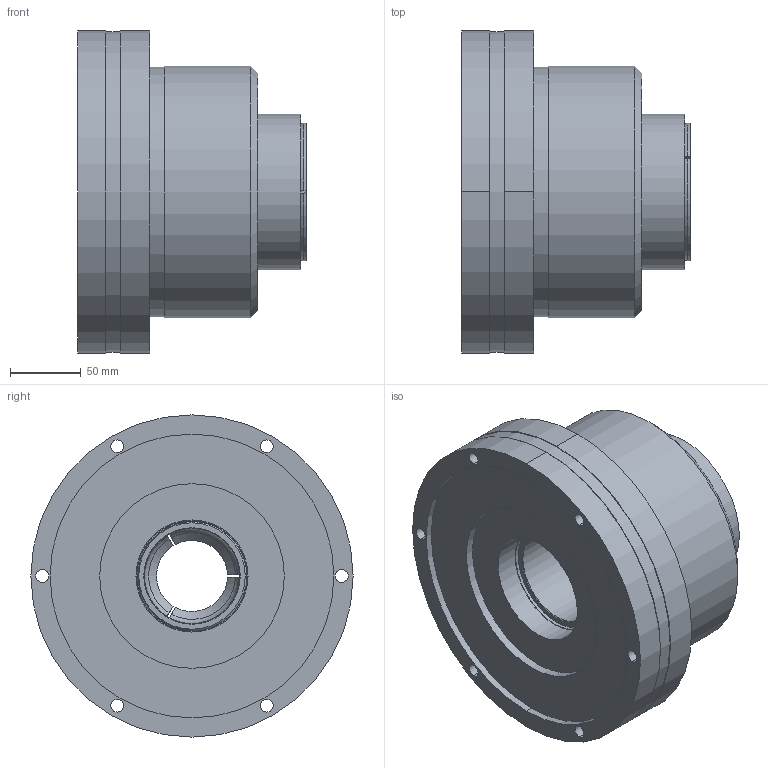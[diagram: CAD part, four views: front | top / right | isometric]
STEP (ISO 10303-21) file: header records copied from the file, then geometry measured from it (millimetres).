
FILE_DESCRIPTION (( 'STEP AP214' ), '1' );
FILE_NAME ('GAL-65+65C.STEP', '2025-02-05T09:10:58', ( '' ), ( '' ), 'SwSTEP 2.0', 'SolidWorks 2023', '' );
FILE_SCHEMA (( 'AUTOMOTIVE_DESIGN' ));
Length unit declared in the file: millimetre
Products named in the file (3): GAL-65+65C; GAL-65; 65C
Assembly tree (2 placements, depth 2):
  GAL-65+65C
    GAL-65
    65C
Bounding box: 161.3 x 227 x 227 mm (x, y, z)
Volume: 3401360.7 mm3; surface area: 286935.9 mm2
Topology: 2 solids, 2 shells, 251 faces, 671 edges, 444 vertices
Faces by surface type: plane 115, cylinder 90, cone 36, torus 7, bspline 3
Full cylindrical faces by diameter (mm): 3.3 x8, 6 x3, 67 x1, 75 x1, 78 x1, 79 x1, 83 x1, 84 x1, 109.4 x1, 130 x1, 176 x1, 177 x1, 226 x1
Entity records: 11577 total; most frequent: CARTESIAN_POINT 4719, ORIENTED_EDGE 1202, DIRECTION 1002, EDGE_CURVE 601, VERTEX_POINT 420, AXIS2_PLACEMENT_3D 410, EDGE_LOOP 329, FACE_OUTER_BOUND 272
